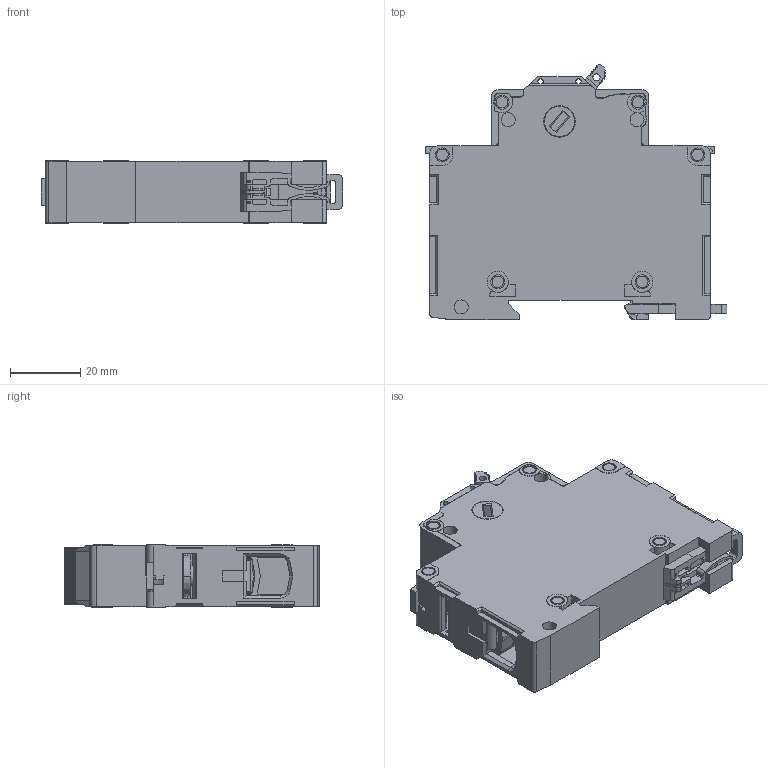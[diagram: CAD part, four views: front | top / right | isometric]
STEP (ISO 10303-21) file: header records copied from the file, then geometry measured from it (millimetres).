
FILE_DESCRIPTION(('Creo Elements/Direct Modeling STEP Export'),'2;1');
FILE_NAME('IS-16_1.stp','2021-02-16T 8:46:30',(''),(''),'Creo Elements/Direct Modeling STEP processor for AP214 (Solid Model)','Creo Elements/Direct Modeling 20.0D 25-Aug-2018 (C) Parametric Technology GmbH','');
FILE_SCHEMA(('AUTOMOTIVE_DESIGN { 1 0 10303 214 1 1 1 1 }'));
Length unit declared in the file: millimetre
Products named in the file (2): ls9431-IS125-Hauptschalter-3D-Dummy_1
Assembly tree (1 placements, depth 2):
  ls9431-IS125-Hauptschalter-3D-Dummy_1
    ls9431-IS125-Hauptschalter-3D-Dummy_1
Bounding box: 86 x 72.79 x 17.7 mm (x, y, z)
Volume: 64928.7 mm3; surface area: 29871.6 mm2
Topology: 1 solids, 1 shells, 1427 faces, 4019 edges, 2611 vertices
Faces by surface type: plane 933, cylinder 402, cone 56, torus 28, sphere 8
Entity records: 47511 total; most frequent: CARTESIAN_POINT 10919, ORIENTED_EDGE 7998, DIRECTION 7224, EDGE_CURVE 3999, VECTOR 2790, LINE 2790, VERTEX_POINT 2611, AXIS2_PLACEMENT_3D 2217
